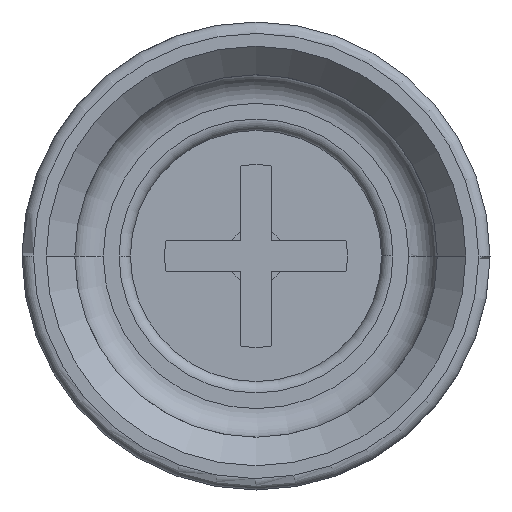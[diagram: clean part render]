
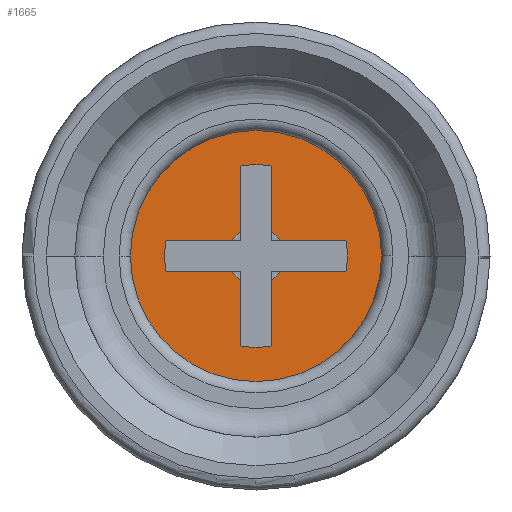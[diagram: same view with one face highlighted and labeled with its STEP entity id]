
A CAD part, front view. The second image highlights one B-rep face of the part: STEP entity #1665.
In plain terms, the highlighted planar face has unit normal (0, -1, 0).
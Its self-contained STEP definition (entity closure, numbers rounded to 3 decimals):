
#13=CARTESIAN_POINT('',(0.,4.9,0.));
#14=DIRECTION('',(0.,1.,0.));
#15=DIRECTION('',(1.,0.,0.));
#16=AXIS2_PLACEMENT_3D('',#13,#14,#15);
#18=CARTESIAN_POINT('',(0.,4.9,0.));
#19=DIRECTION('',(0.,1.,0.));
#20=DIRECTION('',(-1.,0.,0.));
#21=AXIS2_PLACEMENT_3D('',#18,#19,#20);
#23=DIRECTION('',(0.,0.,1.));
#24=VECTOR('',#23,1.159);
#25=CARTESIAN_POINT('',(0.275,4.9,-1.576));
#26=LINE('',#25,#24);
#27=CARTESIAN_POINT('',(0.,4.9,0.));
#28=DIRECTION('',(0.,1.,0.));
#29=DIRECTION('',(0.835,0.,-0.55));
#30=AXIS2_PLACEMENT_3D('',#27,#28,#29);
#32=DIRECTION('',(1.,0.,0.));
#33=VECTOR('',#32,1.159);
#34=CARTESIAN_POINT('',(0.418,4.9,-0.275));
#35=LINE('',#34,#33);
#36=CARTESIAN_POINT('',(0.,4.9,0.));
#37=DIRECTION('',(0.,-1.,0.));
#38=DIRECTION('',(0.985,0.,-0.172));
#39=AXIS2_PLACEMENT_3D('',#36,#37,#38);
#41=DIRECTION('',(-1.,0.,0.));
#42=VECTOR('',#41,1.159);
#43=CARTESIAN_POINT('',(1.576,4.9,0.275));
#44=LINE('',#43,#42);
#45=CARTESIAN_POINT('',(0.,4.9,0.));
#46=DIRECTION('',(0.,1.,0.));
#47=DIRECTION('',(0.55,0.,0.835));
#48=AXIS2_PLACEMENT_3D('',#45,#46,#47);
#50=DIRECTION('',(0.,0.,1.));
#51=VECTOR('',#50,1.159);
#52=CARTESIAN_POINT('',(0.275,4.9,0.418));
#53=LINE('',#52,#51);
#54=CARTESIAN_POINT('',(0.,4.9,0.));
#55=DIRECTION('',(0.,1.,0.));
#56=DIRECTION('',(-0.172,0.,0.985));
#57=AXIS2_PLACEMENT_3D('',#54,#55,#56);
#59=DIRECTION('',(0.,0.,-1.));
#60=VECTOR('',#59,1.159);
#61=CARTESIAN_POINT('',(-0.275,4.9,1.576));
#62=LINE('',#61,#60);
#63=CARTESIAN_POINT('',(0.,4.9,0.));
#64=DIRECTION('',(0.,1.,0.));
#65=DIRECTION('',(-0.835,0.,0.55));
#66=AXIS2_PLACEMENT_3D('',#63,#64,#65);
#68=DIRECTION('',(-1.,0.,0.));
#69=VECTOR('',#68,1.159);
#70=CARTESIAN_POINT('',(-0.418,4.9,0.275));
#71=LINE('',#70,#69);
#72=CARTESIAN_POINT('',(0.,4.9,0.));
#73=DIRECTION('',(0.,-1.,0.));
#74=DIRECTION('',(-0.985,0.,0.172));
#75=AXIS2_PLACEMENT_3D('',#72,#73,#74);
#77=DIRECTION('',(1.,0.,0.));
#78=VECTOR('',#77,1.159);
#79=CARTESIAN_POINT('',(-1.576,4.9,-0.275));
#80=LINE('',#79,#78);
#81=CARTESIAN_POINT('',(0.,4.9,0.));
#82=DIRECTION('',(0.,1.,0.));
#83=DIRECTION('',(-0.55,0.,-0.835));
#84=AXIS2_PLACEMENT_3D('',#81,#82,#83);
#86=DIRECTION('',(0.,0.,-1.));
#87=VECTOR('',#86,1.159);
#88=CARTESIAN_POINT('',(-0.275,4.9,-0.418));
#89=LINE('',#88,#87);
#90=CARTESIAN_POINT('',(0.,4.9,0.));
#91=DIRECTION('',(0.,1.,0.));
#92=DIRECTION('',(0.172,0.,-0.985));
#93=AXIS2_PLACEMENT_3D('',#90,#91,#92);
#1468=CARTESIAN_POINT('',(-2.2,4.9,0.));
#1469=CARTESIAN_POINT('',(2.2,4.9,0.));
#1470=VERTEX_POINT('',#1468);
#1471=VERTEX_POINT('',#1469);
#1520=CARTESIAN_POINT('',(-1.576,4.9,0.275));
#1521=CARTESIAN_POINT('',(-1.576,4.9,-0.275));
#1522=VERTEX_POINT('',#1520);
#1523=VERTEX_POINT('',#1521);
#1524=CARTESIAN_POINT('',(0.275,4.9,-1.576));
#1525=CARTESIAN_POINT('',(-0.275,4.9,-1.576));
#1526=VERTEX_POINT('',#1524);
#1527=VERTEX_POINT('',#1525);
#1528=CARTESIAN_POINT('',(1.576,4.9,-0.275));
#1529=CARTESIAN_POINT('',(1.576,4.9,0.275));
#1530=VERTEX_POINT('',#1528);
#1531=VERTEX_POINT('',#1529);
#1532=CARTESIAN_POINT('',(-0.275,4.9,1.576));
#1533=CARTESIAN_POINT('',(0.275,4.9,1.576));
#1534=VERTEX_POINT('',#1532);
#1535=VERTEX_POINT('',#1533);
#1537=CARTESIAN_POINT('',(-0.418,4.9,0.275));
#1539=VERTEX_POINT('',#1537);
#1541=CARTESIAN_POINT('',(-0.275,4.9,0.418));
#1543=VERTEX_POINT('',#1541);
#1556=CARTESIAN_POINT('',(0.418,4.9,-0.275));
#1557=VERTEX_POINT('',#1556);
#1558=CARTESIAN_POINT('',(-0.418,4.9,-0.275));
#1559=VERTEX_POINT('',#1558);
#1560=CARTESIAN_POINT('',(-0.275,4.9,-0.418));
#1561=VERTEX_POINT('',#1560);
#1566=CARTESIAN_POINT('',(0.418,4.9,0.275));
#1567=VERTEX_POINT('',#1566);
#1568=CARTESIAN_POINT('',(0.275,4.9,0.418));
#1569=VERTEX_POINT('',#1568);
#1570=CARTESIAN_POINT('',(0.275,4.9,-0.418));
#1571=VERTEX_POINT('',#1570);
#1621=CARTESIAN_POINT('',(0.,4.9,0.));
#1622=DIRECTION('',(0.,-1.,0.));
#1623=DIRECTION('',(-1.,0.,0.));
#1624=AXIS2_PLACEMENT_3D('',#1621,#1622,#1623);
#1625=PLANE('',#1624);
#1627=ORIENTED_EDGE('',*,*,#1626,.T.);
#1629=ORIENTED_EDGE('',*,*,#1628,.T.);
#1630=EDGE_LOOP('',(#1627,#1629));
#1631=FACE_OUTER_BOUND('',#1630,.F.);
#1633=ORIENTED_EDGE('',*,*,#1632,.T.);
#1635=ORIENTED_EDGE('',*,*,#1634,.F.);
#1637=ORIENTED_EDGE('',*,*,#1636,.T.);
#1639=ORIENTED_EDGE('',*,*,#1638,.T.);
#1641=ORIENTED_EDGE('',*,*,#1640,.T.);
#1643=ORIENTED_EDGE('',*,*,#1642,.F.);
#1645=ORIENTED_EDGE('',*,*,#1644,.T.);
#1647=ORIENTED_EDGE('',*,*,#1646,.F.);
#1649=ORIENTED_EDGE('',*,*,#1648,.T.);
#1651=ORIENTED_EDGE('',*,*,#1650,.F.);
#1652=ORIENTED_EDGE('',*,*,#1606,.T.);
#1654=ORIENTED_EDGE('',*,*,#1653,.T.);
#1656=ORIENTED_EDGE('',*,*,#1655,.T.);
#1658=ORIENTED_EDGE('',*,*,#1657,.F.);
#1660=ORIENTED_EDGE('',*,*,#1659,.T.);
#1662=ORIENTED_EDGE('',*,*,#1661,.F.);
#1663=EDGE_LOOP('',(#1633,#1635,#1637,#1639,#1641,#1643,#1645,#1647,#1649,#1651,
#1652,#1654,#1656,#1658,#1660,#1662));
#1664=FACE_BOUND('',#1663,.F.);
#1665=ADVANCED_FACE('',(#1631,#1664),#1625,.T.);
#17=CIRCLE('',#16,2.2);
#22=CIRCLE('',#21,2.2);
#31=CIRCLE('',#30,0.5);
#40=CIRCLE('',#39,1.6);
#49=CIRCLE('',#48,0.5);
#58=CIRCLE('',#57,1.6);
#67=CIRCLE('',#66,0.5);
#76=CIRCLE('',#75,1.6);
#85=CIRCLE('',#84,0.5);
#94=CIRCLE('',#93,1.6);
#1606=EDGE_CURVE('',#1539,#1522,#71,.T.);
#1626=EDGE_CURVE('',#1471,#1470,#17,.T.);
#1628=EDGE_CURVE('',#1470,#1471,#22,.T.);
#1632=EDGE_CURVE('',#1526,#1571,#26,.T.);
#1634=EDGE_CURVE('',#1557,#1571,#31,.T.);
#1636=EDGE_CURVE('',#1557,#1530,#35,.T.);
#1638=EDGE_CURVE('',#1530,#1531,#40,.T.);
#1640=EDGE_CURVE('',#1531,#1567,#44,.T.);
#1642=EDGE_CURVE('',#1569,#1567,#49,.T.);
#1644=EDGE_CURVE('',#1569,#1535,#53,.T.);
#1646=EDGE_CURVE('',#1534,#1535,#58,.T.);
#1648=EDGE_CURVE('',#1534,#1543,#62,.T.);
#1650=EDGE_CURVE('',#1539,#1543,#67,.T.);
#1653=EDGE_CURVE('',#1522,#1523,#76,.T.);
#1655=EDGE_CURVE('',#1523,#1559,#80,.T.);
#1657=EDGE_CURVE('',#1561,#1559,#85,.T.);
#1659=EDGE_CURVE('',#1561,#1527,#89,.T.);
#1661=EDGE_CURVE('',#1526,#1527,#94,.T.);
